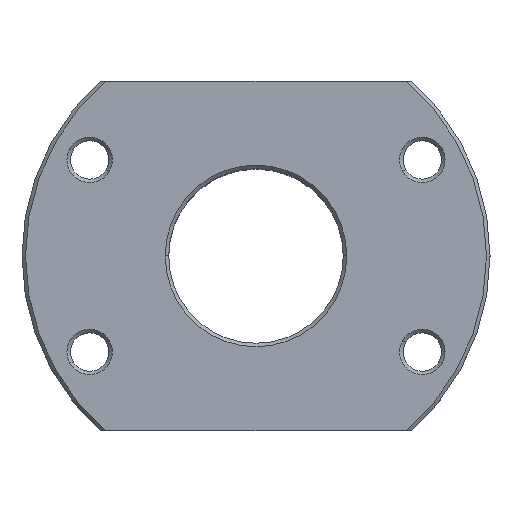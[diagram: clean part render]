
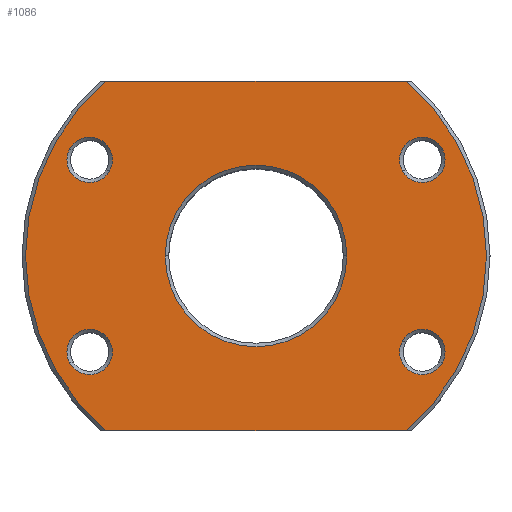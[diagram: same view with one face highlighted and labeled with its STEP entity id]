
A CAD part, top view. The second image highlights one B-rep face of the part: STEP entity #1086.
In plain terms, the highlighted planar face has unit normal (0, 0, 1).
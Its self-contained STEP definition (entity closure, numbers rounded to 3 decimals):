
#347=AXIS2_PLACEMENT_3D('Circle Axis2P3D',#345,#346,$) ;
#371=AXIS2_PLACEMENT_3D('Circle Axis2P3D',#369,#370,$) ;
#500=AXIS2_PLACEMENT_3D('Circle Axis2P3D',#498,#499,$) ;
#524=AXIS2_PLACEMENT_3D('Circle Axis2P3D',#522,#523,$) ;
#653=AXIS2_PLACEMENT_3D('Circle Axis2P3D',#651,#652,$) ;
#677=AXIS2_PLACEMENT_3D('Circle Axis2P3D',#675,#676,$) ;
#806=AXIS2_PLACEMENT_3D('Circle Axis2P3D',#804,#805,$) ;
#830=AXIS2_PLACEMENT_3D('Circle Axis2P3D',#828,#829,$) ;
#847=AXIS2_PLACEMENT_3D('Circle Axis2P3D',#845,#846,$) ;
#889=AXIS2_PLACEMENT_3D('Circle Axis2P3D',#887,#888,$) ;
#1034=AXIS2_PLACEMENT_3D('Plane Axis2P3D',#1031,#1032,#1033) ;
#1054=AXIS2_PLACEMENT_3D('Circle Axis2P3D',#1052,#1053,$) ;
#1063=AXIS2_PLACEMENT_3D('Circle Axis2P3D',#1061,#1062,$) ;
#342=CARTESIAN_POINT('Vertex',(-26.63,15.375,53.)) ;
#345=CARTESIAN_POINT('Axis2P3D Location',(-23.816,13.75,53.)) ;
#349=CARTESIAN_POINT('Vertex',(-21.001,12.125,53.)) ;
#369=CARTESIAN_POINT('Axis2P3D Location',(-23.816,13.75,53.)) ;
#495=CARTESIAN_POINT('Vertex',(-26.63,-15.375,53.)) ;
#498=CARTESIAN_POINT('Axis2P3D Location',(-23.816,-13.75,53.)) ;
#502=CARTESIAN_POINT('Vertex',(-21.001,-12.125,53.)) ;
#522=CARTESIAN_POINT('Axis2P3D Location',(-23.816,-13.75,53.)) ;
#648=CARTESIAN_POINT('Vertex',(26.63,15.375,53.)) ;
#651=CARTESIAN_POINT('Axis2P3D Location',(23.816,13.75,53.)) ;
#655=CARTESIAN_POINT('Vertex',(21.001,12.125,53.)) ;
#675=CARTESIAN_POINT('Axis2P3D Location',(23.816,13.75,53.)) ;
#801=CARTESIAN_POINT('Vertex',(26.63,-15.375,53.)) ;
#804=CARTESIAN_POINT('Axis2P3D Location',(23.816,-13.75,53.)) ;
#808=CARTESIAN_POINT('Vertex',(21.001,-12.125,53.)) ;
#828=CARTESIAN_POINT('Axis2P3D Location',(23.816,-13.75,53.)) ;
#845=CARTESIAN_POINT('Axis2P3D Location',(0.,0.,53.)) ;
#849=CARTESIAN_POINT('Vertex',(21.541,-25.,53.)) ;
#851=CARTESIAN_POINT('Vertex',(21.541,25.,53.)) ;
#887=CARTESIAN_POINT('Axis2P3D Location',(0.,0.,53.)) ;
#891=CARTESIAN_POINT('Vertex',(-21.541,25.,53.)) ;
#893=CARTESIAN_POINT('Vertex',(-21.541,-25.,53.)) ;
#1031=CARTESIAN_POINT('Axis2P3D Location',(0.,0.,53.)) ;
#1036=CARTESIAN_POINT('Line Origine',(0.,-25.,53.)) ;
#1041=CARTESIAN_POINT('Line Origine',(0.,25.,53.)) ;
#1052=CARTESIAN_POINT('Axis2P3D Location',(0.,0.,53.)) ;
#1056=CARTESIAN_POINT('Vertex',(13.,0.,53.)) ;
#1058=CARTESIAN_POINT('Vertex',(-13.,0.,53.)) ;
#1061=CARTESIAN_POINT('Axis2P3D Location',(0.,0.,53.)) ;
#346=DIRECTION('Axis2P3D Direction',(0.,0.,1.)) ;
#370=DIRECTION('Axis2P3D Direction',(0.,0.,1.)) ;
#499=DIRECTION('Axis2P3D Direction',(0.,0.,1.)) ;
#523=DIRECTION('Axis2P3D Direction',(0.,0.,1.)) ;
#652=DIRECTION('Axis2P3D Direction',(0.,0.,1.)) ;
#676=DIRECTION('Axis2P3D Direction',(0.,0.,1.)) ;
#805=DIRECTION('Axis2P3D Direction',(0.,0.,1.)) ;
#829=DIRECTION('Axis2P3D Direction',(0.,0.,1.)) ;
#846=DIRECTION('Axis2P3D Direction',(0.,0.,1.)) ;
#888=DIRECTION('Axis2P3D Direction',(0.,0.,1.)) ;
#1032=DIRECTION('Axis2P3D Direction',(0.,0.,1.)) ;
#1033=DIRECTION('Axis2P3D XDirection',(1.,0.,0.)) ;
#1037=DIRECTION('Vector Direction',(1.,0.,0.)) ;
#1042=DIRECTION('Vector Direction',(1.,0.,0.)) ;
#1053=DIRECTION('Axis2P3D Direction',(0.,0.,1.)) ;
#1062=DIRECTION('Axis2P3D Direction',(0.,0.,1.)) ;
#1038=VECTOR('Line Direction',#1037,1.) ;
#1043=VECTOR('Line Direction',#1042,1.) ;
#1047=ORIENTED_EDGE('',*,*,#1040,.T.) ;
#1048=ORIENTED_EDGE('',*,*,#853,.T.) ;
#1049=ORIENTED_EDGE('',*,*,#1045,.T.) ;
#1050=ORIENTED_EDGE('',*,*,#895,.T.) ;
#1067=ORIENTED_EDGE('',*,*,#1060,.F.) ;
#1068=ORIENTED_EDGE('',*,*,#1065,.F.) ;
#1071=ORIENTED_EDGE('',*,*,#832,.F.) ;
#1072=ORIENTED_EDGE('',*,*,#810,.F.) ;
#1075=ORIENTED_EDGE('',*,*,#679,.F.) ;
#1076=ORIENTED_EDGE('',*,*,#657,.F.) ;
#1079=ORIENTED_EDGE('',*,*,#526,.F.) ;
#1080=ORIENTED_EDGE('',*,*,#504,.F.) ;
#1083=ORIENTED_EDGE('',*,*,#373,.F.) ;
#1084=ORIENTED_EDGE('',*,*,#351,.F.) ;
#1069=FACE_BOUND('',#1066,.T.) ;
#1073=FACE_BOUND('',#1070,.T.) ;
#1077=FACE_BOUND('',#1074,.T.) ;
#1081=FACE_BOUND('',#1078,.T.) ;
#1085=FACE_BOUND('',#1082,.T.) ;
#1086=ADVANCED_FACE('',(#1051,#1069,#1073,#1077,#1081,#1085),#1035,.T.) ;
#348=CIRCLE('generated circle',#347,3.25) ;
#372=CIRCLE('generated circle',#371,3.25) ;
#501=CIRCLE('generated circle',#500,3.25) ;
#525=CIRCLE('generated circle',#524,3.25) ;
#654=CIRCLE('generated circle',#653,3.25) ;
#678=CIRCLE('generated circle',#677,3.25) ;
#807=CIRCLE('generated circle',#806,3.25) ;
#831=CIRCLE('generated circle',#830,3.25) ;
#848=CIRCLE('generated circle',#847,33.) ;
#890=CIRCLE('generated circle',#889,33.) ;
#1055=CIRCLE('generated circle',#1054,13.) ;
#1064=CIRCLE('generated circle',#1063,13.) ;
#351=EDGE_CURVE('',#343,#350,#348,.T.) ;
#373=EDGE_CURVE('',#350,#343,#372,.T.) ;
#504=EDGE_CURVE('',#496,#503,#501,.T.) ;
#526=EDGE_CURVE('',#503,#496,#525,.T.) ;
#657=EDGE_CURVE('',#649,#656,#654,.T.) ;
#679=EDGE_CURVE('',#656,#649,#678,.T.) ;
#810=EDGE_CURVE('',#802,#809,#807,.T.) ;
#832=EDGE_CURVE('',#809,#802,#831,.T.) ;
#853=EDGE_CURVE('',#850,#852,#848,.T.) ;
#895=EDGE_CURVE('',#892,#894,#890,.T.) ;
#1040=EDGE_CURVE('',#894,#850,#1039,.T.) ;
#1045=EDGE_CURVE('',#852,#892,#1044,.F.) ;
#1060=EDGE_CURVE('',#1057,#1059,#1055,.T.) ;
#1065=EDGE_CURVE('',#1059,#1057,#1064,.T.) ;
#1046=EDGE_LOOP('',(#1047,#1048,#1049,#1050)) ;
#1066=EDGE_LOOP('',(#1067,#1068)) ;
#1070=EDGE_LOOP('',(#1071,#1072)) ;
#1074=EDGE_LOOP('',(#1075,#1076)) ;
#1078=EDGE_LOOP('',(#1079,#1080)) ;
#1082=EDGE_LOOP('',(#1083,#1084)) ;
#1051=FACE_OUTER_BOUND('',#1046,.T.) ;
#1039=LINE('Line',#1036,#1038) ;
#1044=LINE('Line',#1041,#1043) ;
#1035=PLANE('Plane',#1034) ;
#343=VERTEX_POINT('',#342) ;
#350=VERTEX_POINT('',#349) ;
#496=VERTEX_POINT('',#495) ;
#503=VERTEX_POINT('',#502) ;
#649=VERTEX_POINT('',#648) ;
#656=VERTEX_POINT('',#655) ;
#802=VERTEX_POINT('',#801) ;
#809=VERTEX_POINT('',#808) ;
#850=VERTEX_POINT('',#849) ;
#852=VERTEX_POINT('',#851) ;
#892=VERTEX_POINT('',#891) ;
#894=VERTEX_POINT('',#893) ;
#1057=VERTEX_POINT('',#1056) ;
#1059=VERTEX_POINT('',#1058) ;
